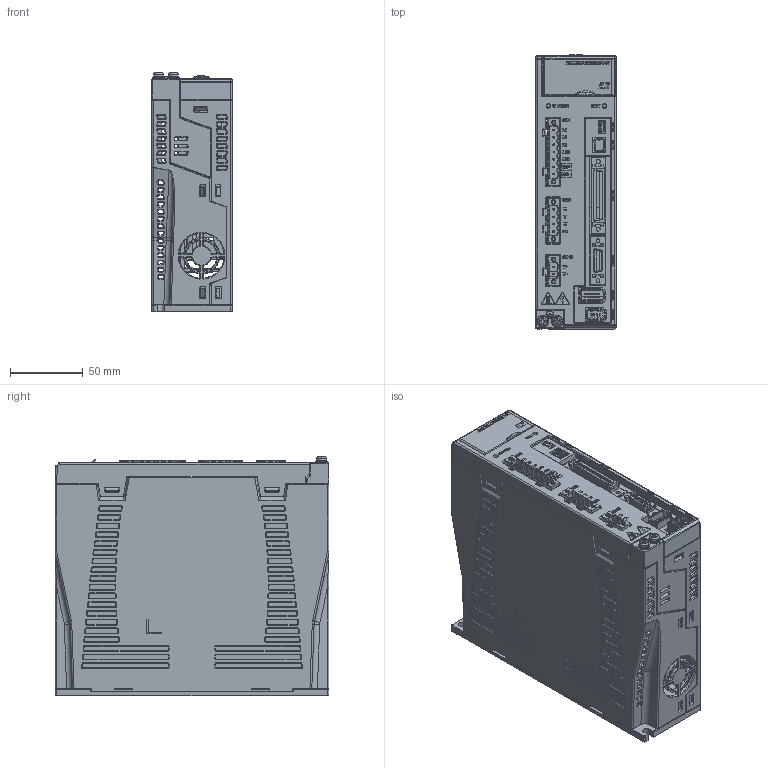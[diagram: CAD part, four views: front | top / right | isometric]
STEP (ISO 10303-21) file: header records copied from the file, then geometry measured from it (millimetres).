
FILE_DESCRIPTION (( 'STEP AP214' ), '1' );
FILE_NAME ('ED2S-xx-003-xx_20230330.STEP', '2023-03-30T01:12:23', ( 'user' ), ( '' ), 'SwSTEP 2.0', 'SolidWorks 2015', '' );
FILE_SCHEMA (( 'AUTOMOTIVE_DESIGN' ));
Length unit declared in the file: millimetre
Products named in the file (1): ED2S-xx-003-xx_20230330
Bounding box: 55 x 188 x 164.35 mm (x, y, z)
Surface area: 214455.2 mm2 (no closed solid volume)
Topology: 0 solids, 96 shells, 3484 faces, 21708 edges, 18244 vertices
Faces by surface type: plane 1941, cone 610, cylinder 582, bspline 312, sphere 20, torus 19
Entity records: 267391 total; most frequent: CARTESIAN_POINT 66414, ORIENTED_EDGE 36805, DIRECTION 27775, EDGE_CURVE 21696, VERTEX_POINT 18244, VECTOR 17075, LINE 17075, AXIS2_PLACEMENT_3D 5350
